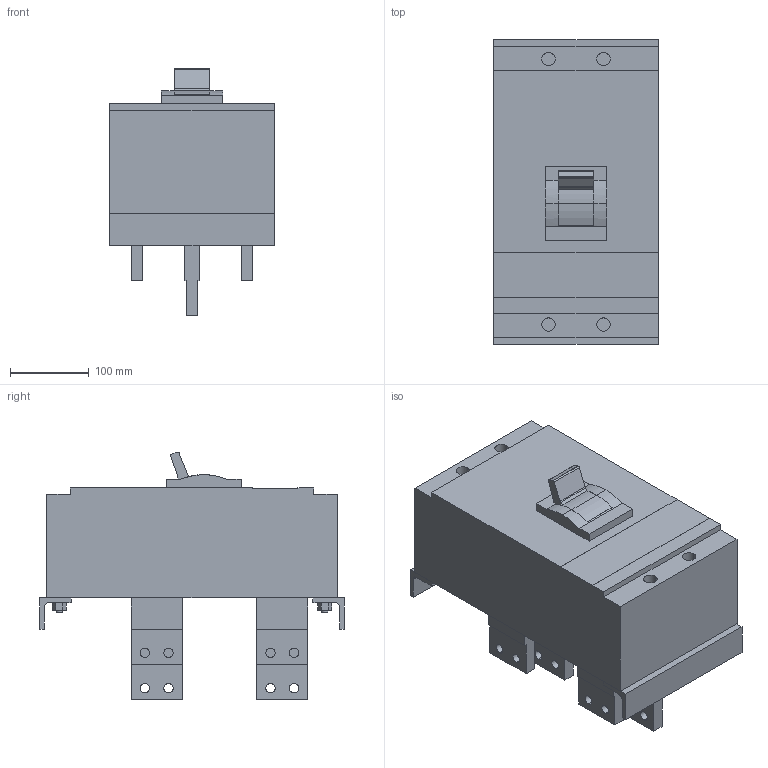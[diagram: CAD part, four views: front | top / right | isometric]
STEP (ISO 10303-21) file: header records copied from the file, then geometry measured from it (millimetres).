
FILE_DESCRIPTION(('CoCreate Modeling STEP Export'),'2;1');
FILE_NAME('ＸＳ１６００ＮＤ３Ｒ.stp','2016-03-31T13:58:15',(''),(''),'CoCreate Modeling STEP processor for AP214 (Solid Model)','CoCreate Modeling 17.0 01-Apr-2010 (C) Parametric Technology GmbH','');
FILE_SCHEMA(('AUTOMOTIVE_DESIGN { 1 0 10303 214 1 1 1 1 }'));
Length unit declared in the file: millimetre
Products named in the file (6): p2; p1; p3.1; p4; p4.1; ＸＳ１６００ＮＤ３Ｒ
Assembly tree (11 placements, depth 2):
  ＸＳ１６００ＮＤ３Ｒ
    p3.1  x4
    p4.1
    p4
    p2  x4
    p1
Bounding box: 210 x 388 x 315.76 mm (x, y, z)
Volume: 11675416.3 mm3; surface area: 533437.8 mm2
Topology: 11 solids, 11 shells, 232 faces, 583 edges, 388 vertices
Faces by surface type: plane 148, cylinder 84
Entity records: 5953 total; most frequent: ORIENTED_EDGE 950, CARTESIAN_POINT 824, DIRECTION 712, EDGE_CURVE 475, VERTEX_POINT 316, VECTOR 304, LINE 304, EDGE_LOOP 235
